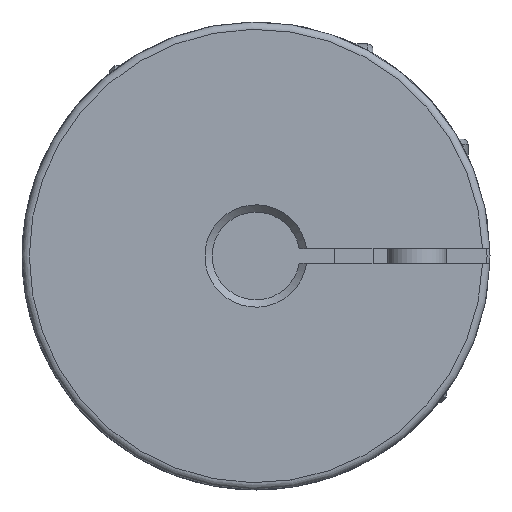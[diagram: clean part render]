
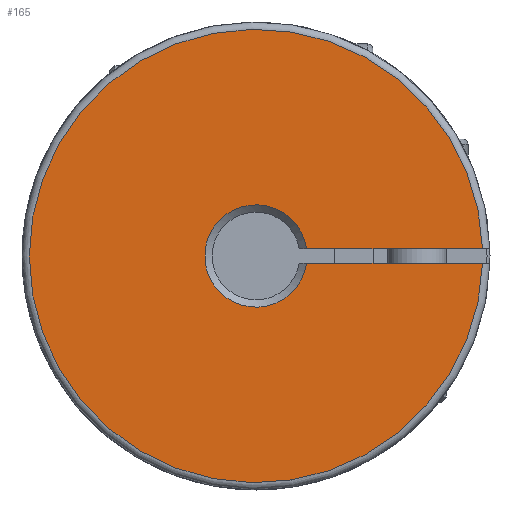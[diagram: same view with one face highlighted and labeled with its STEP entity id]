
A CAD part, left-side view. The second image highlights one B-rep face of the part: STEP entity #165.
In plain terms, the highlighted planar face has unit normal (-1, 0, 0).
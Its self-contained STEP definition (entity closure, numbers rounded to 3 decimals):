
#165 = ADVANCED_FACE( '', ( #458 ), #459, .F. );
#458 = FACE_OUTER_BOUND( '', #907, .T. );
#459 = PLANE( '', #908 );
#907 = EDGE_LOOP( '', ( #1697, #1698, #1699, #1700 ) );
#908 = AXIS2_PLACEMENT_3D( '', #1701, #1702, #1703 );
#1697 = ORIENTED_EDGE( '', *, *, #2961, .T. );
#1698 = ORIENTED_EDGE( '', *, *, #2962, .T. );
#1699 = ORIENTED_EDGE( '', *, *, #2963, .T. );
#1700 = ORIENTED_EDGE( '', *, *, #2964, .T. );
#1701 = CARTESIAN_POINT( '', ( 0., 0., 3. ) );
#1702 = DIRECTION( '', ( 1., 0., 0. ) );
#1703 = DIRECTION( '', ( 0., 1., 0. ) );
#2961 = EDGE_CURVE( '', #3481, #3482, #3483, .T. );
#2962 = EDGE_CURVE( '', #3482, #3484, #3485, .T. );
#2963 = EDGE_CURVE( '', #3484, #3486, #3487, .T. );
#2964 = EDGE_CURVE( '', #3486, #3481, #3488, .T. );
#3481 = VERTEX_POINT( '', #4259 );
#3482 = VERTEX_POINT( '', #4260 );
#3483 = LINE( '', #4261, #4262 );
#3484 = VERTEX_POINT( '', #4263 );
#3485 = CIRCLE( '', #4264, 15.5 );
#3486 = VERTEX_POINT( '', #4265 );
#3487 = LINE( '', #4266, #4267 );
#3488 = CIRCLE( '', #4268, 3.5 );
#4259 = CARTESIAN_POINT( '', ( 0., -3.464, 0.5 ) );
#4260 = CARTESIAN_POINT( '', ( 0., -15.492, 0.5 ) );
#4261 = CARTESIAN_POINT( '', ( 0., 0., 0.5 ) );
#4262 = VECTOR( '', #5848, 1000. );
#4263 = CARTESIAN_POINT( '', ( 0., -15.492, -0.5 ) );
#4264 = AXIS2_PLACEMENT_3D( '', #5849, #5850, #5851 );
#4265 = CARTESIAN_POINT( '', ( 0., -3.464, -0.5 ) );
#4266 = CARTESIAN_POINT( '', ( 0., -20.315, -0.5 ) );
#4267 = VECTOR( '', #5852, 1000. );
#4268 = AXIS2_PLACEMENT_3D( '', #5853, #5854, #5855 );
#5848 = DIRECTION( '', ( 0., -1., 0. ) );
#5849 = CARTESIAN_POINT( '', ( 0., 0., 0. ) );
#5850 = DIRECTION( '', ( -1., 0., 0. ) );
#5851 = DIRECTION( '', ( 0., 0., -1. ) );
#5852 = DIRECTION( '', ( 0., 1., 0. ) );
#5853 = CARTESIAN_POINT( '', ( 0., 0., 0. ) );
#5854 = DIRECTION( '', ( 1., 0., 0. ) );
#5855 = DIRECTION( '', ( 0., 0., -1. ) );
